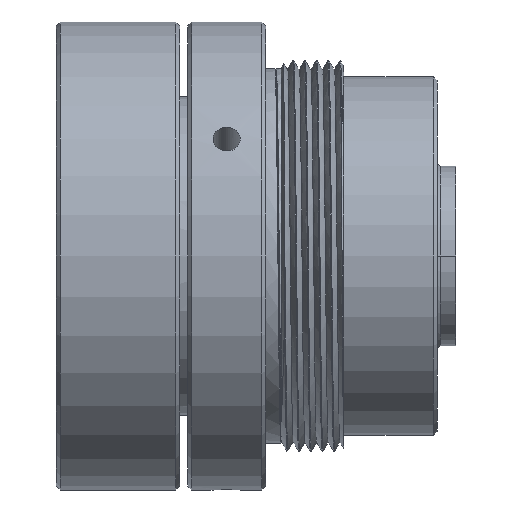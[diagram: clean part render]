
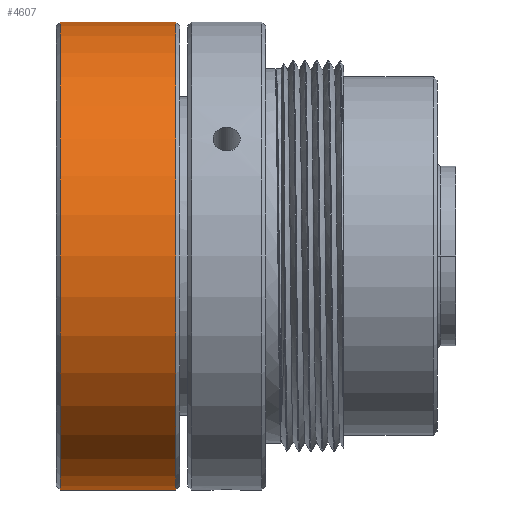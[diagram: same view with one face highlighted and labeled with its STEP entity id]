
A CAD part, front view. The second image highlights one B-rep face of the part: STEP entity #4607.
In plain terms, the highlighted cylindrical face has radius 15 mm (diameter 30 mm), a partial arc.
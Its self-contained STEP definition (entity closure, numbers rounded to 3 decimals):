
#1979=CARTESIAN_POINT('',(-16.5,0.,0.));
#1980=DIRECTION('',(-1.,0.,0.));
#1981=DIRECTION('',(0.,0.,-1.));
#1982=AXIS2_PLACEMENT_3D('',#1979,#1980,#1981);
#1997=DIRECTION('',(-1.,0.,0.));
#1998=VECTOR('',#1997,7.42);
#1999=CARTESIAN_POINT('',(-9.08,0.,-15.));
#2000=LINE('',#1999,#1998);
#2006=DIRECTION('',(-1.,0.,0.));
#2007=VECTOR('',#2006,7.42);
#2008=CARTESIAN_POINT('',(-9.08,0.,15.));
#2009=LINE('',#2008,#2007);
#2010=CARTESIAN_POINT('',(-9.08,0.,0.));
#2011=DIRECTION('',(-1.,0.,0.));
#2012=DIRECTION('',(0.,0.,-1.));
#2013=AXIS2_PLACEMENT_3D('',#2010,#2011,#2012);
#2016=CARTESIAN_POINT('',(-9.08,0.,-15.));
#2018=VERTEX_POINT('',#2016);
#2019=CARTESIAN_POINT('',(-16.5,0.,-15.));
#2020=VERTEX_POINT('',#2019);
#2100=CARTESIAN_POINT('',(-9.08,0.,15.));
#2102=VERTEX_POINT('',#2100);
#2103=CARTESIAN_POINT('',(-16.5,0.,15.));
#2104=VERTEX_POINT('',#2103);
#4596=CARTESIAN_POINT('',(0.838,0.,0.));
#4597=DIRECTION('',(-1.,0.,0.));
#4598=DIRECTION('',(0.,0.,-1.));
#4599=AXIS2_PLACEMENT_3D('',#4596,#4597,#4598);
#4600=CYLINDRICAL_SURFACE('',#4599,15.);
#4601=ORIENTED_EDGE('',*,*,#4587,.T.);
#4602=ORIENTED_EDGE('',*,*,#4564,.T.);
#4603=ORIENTED_EDGE('',*,*,#4590,.F.);
#4604=ORIENTED_EDGE('',*,*,#2260,.F.);
#4605=EDGE_LOOP('',(#4601,#4602,#4603,#4604));
#4606=FACE_OUTER_BOUND('',#4605,.F.);
#4607=ADVANCED_FACE('',(#4606),#4600,.T.);
#1983=CIRCLE('',#1982,15.);
#2014=CIRCLE('',#2013,15.);
#2260=EDGE_CURVE('',#2018,#2102,#2014,.T.);
#4564=EDGE_CURVE('',#2020,#2104,#1983,.T.);
#4587=EDGE_CURVE('',#2018,#2020,#2000,.T.);
#4590=EDGE_CURVE('',#2102,#2104,#2009,.T.);
